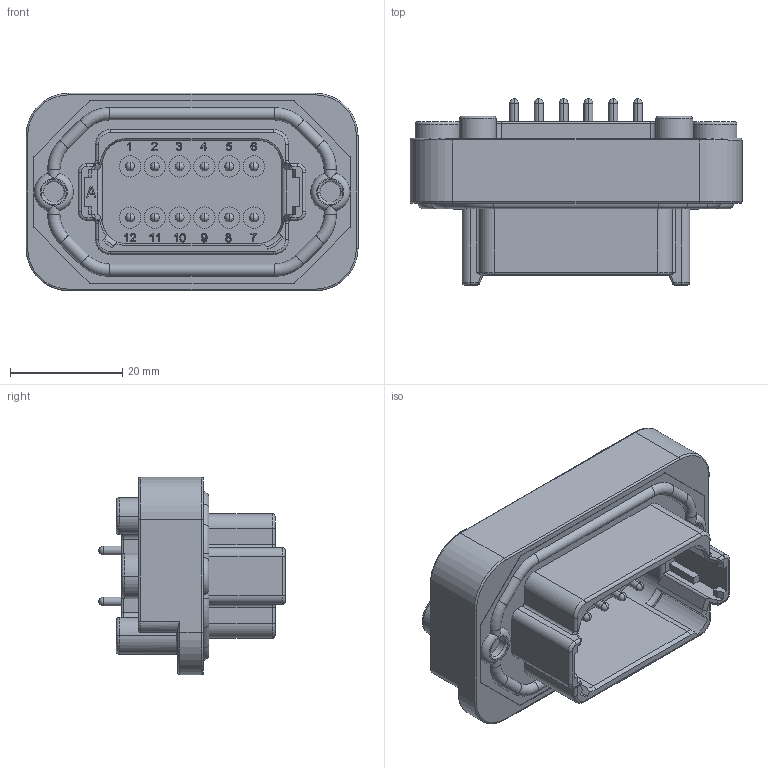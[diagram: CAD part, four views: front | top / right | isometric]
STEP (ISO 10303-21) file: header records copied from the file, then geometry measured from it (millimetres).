
FILE_DESCRIPTION((''),'2;1');
FILE_NAME('PL000636-12A-1','2018-08-09T',('Jony.xie'),(''),'PRO/ENGINEER BY PARAMETRIC TECHNOLOGY CORPORATION, 2013230','PRO/ENGINEER BY PARAMETRIC TECHNOLOGY CORPORATION, 2013230','');
FILE_SCHEMA(('AUTOMOTIVE_DESIGN { 1 0 10303 214 1 1 1 1 }'));
Length unit declared in the file: millimetre
Products named in the file (1): PL000636-12A-1
Bounding box: 59.2 x 33.21 x 35.25 mm (x, y, z)
Volume: 24045 mm3; surface area: 11138.9 mm2
Topology: 1 solids, 1 shells, 822 faces, 2129 edges, 1332 vertices
Faces by surface type: plane 232, extrusion 221, cylinder 212, torus 79, sphere 58, bspline 14, cone 6
Entity records: 26834 total; most frequent: CARTESIAN_POINT 7379, ORIENTED_EDGE 4162, DIRECTION 3520, EDGE_CURVE 2081, VERTEX_POINT 1332, VECTOR 1184, AXIS2_PLACEMENT_3D 1168, LINE 963
